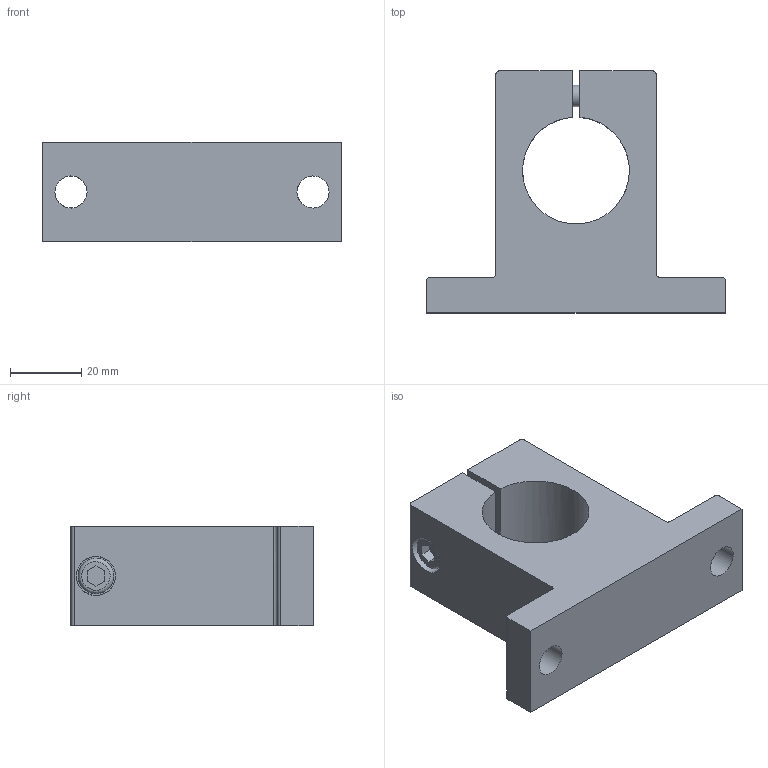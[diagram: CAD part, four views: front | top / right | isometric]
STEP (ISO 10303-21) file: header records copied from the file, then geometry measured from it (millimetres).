
FILE_DESCRIPTION ((), '1');
FILE_NAME ('WB55-030.stp', '2019-01-28T16:26:29', ('Unknown'), ('Unknown'), 'HarmonyWare STEP v2.0.5', 'Vectorworks', '');
FILE_SCHEMA (('CONFIG_CONTROL_DESIGN'));
Length unit declared in the file: millimetre
Products named in the file (1): NONE
Bounding box: 84 x 68 x 28 mm (x, y, z)
Volume: 74168.1 mm3; surface area: 18157.8 mm2
Topology: 1 solids, 1 shells, 40 faces, 125 edges, 92 vertices
Faces by surface type: bspline 40
Entity records: 1739 total; most frequent: CARTESIAN_POINT 942, ORIENTED_EDGE 250, EDGE_CURVE 125, VERTEX_POINT 92, B_SPLINE_CURVE_WITH_KNOTS 71, EDGE_LOOP 51, FACE_OUTER_BOUND 40, ADVANCED_FACE 40
